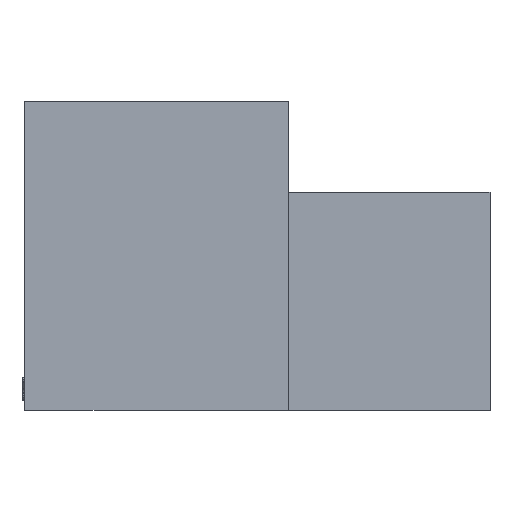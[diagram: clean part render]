
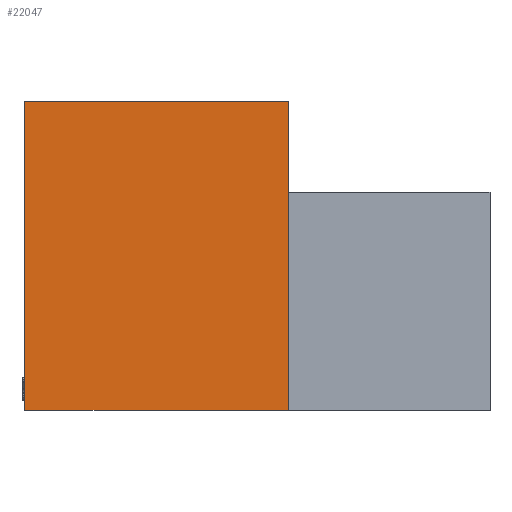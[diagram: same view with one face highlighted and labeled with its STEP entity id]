
A CAD part, left-side view. The second image highlights one B-rep face of the part: STEP entity #22047.
In plain terms, the highlighted planar face has unit normal (-1, 0, 0).
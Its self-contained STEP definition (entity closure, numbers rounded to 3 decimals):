
#1278 = CARTESIAN_POINT ( 'NONE',  ( 0., 11.506, 0. ) ) ;
#1857 = CARTESIAN_POINT ( 'NONE',  ( 0., 0., 0. ) ) ;
#2904 = DIRECTION ( 'NONE',  ( 1., 0., 0. ) ) ;
#3957 = LINE ( 'NONE', #20150, #20846 ) ;
#4891 = VERTEX_POINT ( 'NONE', #11795 ) ;
#5156 = CARTESIAN_POINT ( 'NONE',  ( 0., 11.506, -13.487 ) ) ;
#5524 = PLANE ( 'NONE',  #31010 ) ;
#6277 = VERTEX_POINT ( 'NONE', #1278 ) ;
#7573 = DIRECTION ( 'NONE',  ( 0., 0., 1. ) ) ;
#7598 = VECTOR ( 'NONE', #22215, 1000. ) ;
#7606 = CARTESIAN_POINT ( 'NONE',  ( 0., 0., -13.487 ) ) ;
#9702 = ORIENTED_EDGE ( 'NONE', *, *, #29219, .F. ) ;
#9861 = CARTESIAN_POINT ( 'NONE',  ( 0., 11.506, 0. ) ) ;
#10176 = VERTEX_POINT ( 'NONE', #7606 ) ;
#10634 = DIRECTION ( 'NONE',  ( 0., 1., 0. ) ) ;
#11795 = CARTESIAN_POINT ( 'NONE',  ( 0., 11.506, -13.487 ) ) ;
#11997 = EDGE_LOOP ( 'NONE', ( #26789, #9702, #26930, #17631 ) ) ;
#12380 = CARTESIAN_POINT ( 'NONE',  ( 0., 0., 0. ) ) ;
#14904 = EDGE_CURVE ( 'NONE', #10176, #4891, #3957, .T. ) ;
#16719 = FACE_OUTER_BOUND ( 'NONE', #11997, .T. ) ;
#17631 = ORIENTED_EDGE ( 'NONE', *, *, #22970, .F. ) ;
#18941 = VECTOR ( 'NONE', #7573, 1000. ) ;
#18943 = CARTESIAN_POINT ( 'NONE',  ( 0., 0., 0. ) ) ;
#20150 = CARTESIAN_POINT ( 'NONE',  ( 0., -8.814, -13.487 ) ) ;
#20846 = VECTOR ( 'NONE', #10634, 1000. ) ;
#21321 = DIRECTION ( 'NONE',  ( 0., 0., -1. ) ) ;
#22047 = ADVANCED_FACE ( 'NONE', ( #16719 ), #5524, .F. ) ;
#22215 = DIRECTION ( 'NONE',  ( 0., -1., 0. ) ) ;
#22970 = EDGE_CURVE ( 'NONE', #4891, #6277, #23048, .T. ) ;
#23048 = LINE ( 'NONE', #5156, #18941 ) ;
#23542 = EDGE_CURVE ( 'NONE', #6277, #25909, #28695, .T. ) ;
#23936 = LINE ( 'NONE', #18943, #28878 ) ;
#25909 = VERTEX_POINT ( 'NONE', #1857 ) ;
#26789 = ORIENTED_EDGE ( 'NONE', *, *, #14904, .F. ) ;
#26930 = ORIENTED_EDGE ( 'NONE', *, *, #23542, .F. ) ;
#28695 = LINE ( 'NONE', #9861, #7598 ) ;
#28878 = VECTOR ( 'NONE', #21321, 1000. ) ;
#29213 = DIRECTION ( 'NONE',  ( 0., 0., -1. ) ) ;
#29219 = EDGE_CURVE ( 'NONE', #25909, #10176, #23936, .T. ) ;
#31010 = AXIS2_PLACEMENT_3D ( 'NONE', #12380, #2904, #29213 ) ;
